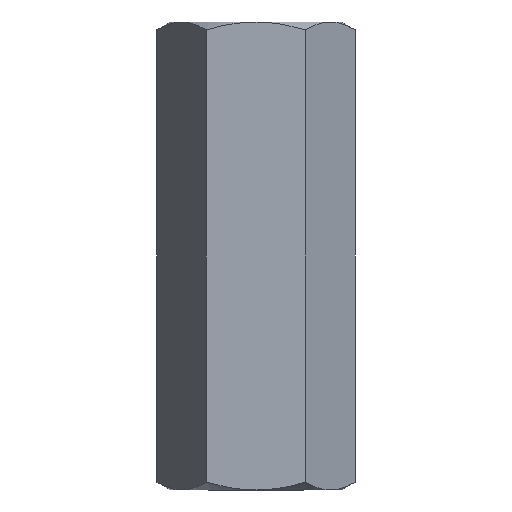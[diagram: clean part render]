
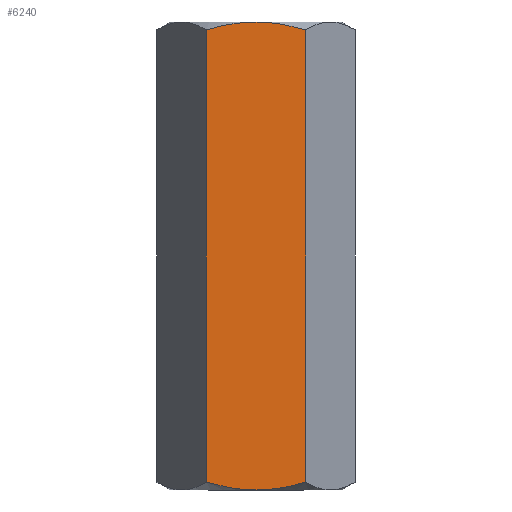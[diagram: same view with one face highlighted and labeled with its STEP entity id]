
A CAD part, front view. The second image highlights one B-rep face of the part: STEP entity #6240.
In plain terms, the highlighted planar face has unit normal (0, 1, 0).
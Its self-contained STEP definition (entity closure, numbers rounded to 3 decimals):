
#106 = CARTESIAN_POINT ( 'NONE',  ( 0., -2.75, 0. ) ) ;
#137 = CARTESIAN_POINT ( 'NONE',  ( 0.126, -2.75, 0. ) ) ;
#302 = EDGE_CURVE ( 'NONE', #8785, #8289, #972, .T. ) ;
#307 = CARTESIAN_POINT ( 'NONE',  ( -0.256, -2.75, 0. ) ) ;
#559 = CARTESIAN_POINT ( 'NONE',  ( -1.588, -2.75, 0.25 ) ) ;
#611 = ORIENTED_EDGE ( 'NONE', *, *, #3255, .F. ) ;
#694 = CARTESIAN_POINT ( 'NONE',  ( -0.507, -2.75, 14.973 ) ) ;
#805 = CARTESIAN_POINT ( 'NONE',  ( 0.443, -2.75, 0.02 ) ) ;
#818 = CARTESIAN_POINT ( 'NONE',  ( 0., -2.75, 0. ) ) ;
#856 = EDGE_LOOP ( 'NONE', ( #5275, #611, #4743, #3335, #5666, #2075 ) ) ;
#875 = CARTESIAN_POINT ( 'NONE',  ( 1.034, -2.75, 0.104 ) ) ;
#972 = LINE ( 'NONE', #7956, #6945 ) ;
#1313 = CARTESIAN_POINT ( 'NONE',  ( 0., -2.75, 15. ) ) ;
#1403 = CARTESIAN_POINT ( 'NONE',  ( 1.034, -2.75, 14.89 ) ) ;
#1455 = CARTESIAN_POINT ( 'NONE',  ( -0.251, -2.75, 14.995 ) ) ;
#1501 = CARTESIAN_POINT ( 'NONE',  ( 0.604, -2.75, 0.038 ) ) ;
#1562 = CARTESIAN_POINT ( 'NONE',  ( 1.588, -2.75, 0.25 ) ) ;
#1788 = CARTESIAN_POINT ( 'NONE',  ( 1.446, -2.75, 14.792 ) ) ;
#1803 = EDGE_CURVE ( 'NONE', #8785, #6310, #4407, .T. ) ;
#1860 = CARTESIAN_POINT ( 'NONE',  ( -1.588, -2.75, 14.75 ) ) ;
#1889 = CARTESIAN_POINT ( 'NONE',  ( -1.034, -2.75, 0.11 ) ) ;
#2002 = CARTESIAN_POINT ( 'NONE',  ( 0.505, -2.75, 14.98 ) ) ;
#2075 = ORIENTED_EDGE ( 'NONE', *, *, #8559, .F. ) ;
#2076 = CARTESIAN_POINT ( 'NONE',  ( 0.899, -2.75, 14.916 ) ) ;
#2088 = CARTESIAN_POINT ( 'NONE',  ( -0.604, -2.75, 14.962 ) ) ;
#2183 = CARTESIAN_POINT ( 'NONE',  ( -1.307, -2.75, 0.172 ) ) ;
#2522 = CARTESIAN_POINT ( 'NONE',  ( -1.588, -2.75, 0. ) ) ;
#2675 = CARTESIAN_POINT ( 'NONE',  ( -0.899, -2.75, 0.084 ) ) ;
#2790 = CARTESIAN_POINT ( 'NONE',  ( -0.832, -2.75, 0.072 ) ) ;
#3255 = EDGE_CURVE ( 'NONE', #6310, #4720, #5308, .T. ) ;
#3307 = EDGE_CURVE ( 'NONE', #8228, #4720, #4815, .T. ) ;
#3335 = ORIENTED_EDGE ( 'NONE', *, *, #302, .T. ) ;
#3413 = CARTESIAN_POINT ( 'NONE',  ( -1.102, -2.75, 0.125 ) ) ;
#3473 = CARTESIAN_POINT ( 'NONE',  ( -1.034, -2.75, 14.896 ) ) ;
#3514 = CARTESIAN_POINT ( 'NONE',  ( -1.304, -2.75, 14.833 ) ) ;
#3803 = VERTEX_POINT ( 'NONE', #8076 ) ;
#3890 = DIRECTION ( 'NONE',  ( 0., 0., -1. ) ) ;
#3911 = CARTESIAN_POINT ( 'NONE',  ( -0.7, -2.75, 14.949 ) ) ;
#3927 = CARTESIAN_POINT ( 'NONE',  ( 1.588, -2.75, 14.75 ) ) ;
#4184 = VECTOR ( 'NONE', #8733, 1000. ) ;
#4226 = CARTESIAN_POINT ( 'NONE',  ( 1.307, -2.75, 14.828 ) ) ;
#4237 = CARTESIAN_POINT ( 'NONE',  ( 1.588, -2.75, 0.25 ) ) ;
#4407 = B_SPLINE_CURVE_WITH_KNOTS ( 'NONE', 3,
 ( #8303, #1788, #4226, #8391, #1403, #6859, #2076, #6173, #6794, #2002, #6107, #1313 ),
 .UNSPECIFIED., .F., .F.,
 ( 4, 2, 2, 2, 2, 4 ),
 ( 0., 0.25, 0.375, 0.437, 0.5, 1. ),
 .UNSPECIFIED. ) ;
#4720 = VERTEX_POINT ( 'NONE', #1860 ) ;
#4743 = ORIENTED_EDGE ( 'NONE', *, *, #1803, .F. ) ;
#4815 = LINE ( 'NONE', #2522, #4184 ) ;
#4937 = CARTESIAN_POINT ( 'NONE',  ( 0.251, -2.75, 0.005 ) ) ;
#5000 = CARTESIAN_POINT ( 'NONE',  ( 0.731, -2.75, 0.056 ) ) ;
#5097 = CARTESIAN_POINT ( 'NONE',  ( -1.588, -2.75, 14.75 ) ) ;
#5105 = CARTESIAN_POINT ( 'NONE',  ( -0.797, -2.75, 0.066 ) ) ;
#5224 = FACE_OUTER_BOUND ( 'NONE', #856, .T. ) ;
#5275 = ORIENTED_EDGE ( 'NONE', *, *, #3307, .T. ) ;
#5308 = B_SPLINE_CURVE_WITH_KNOTS ( 'NONE', 3,
 ( #6903, #5529, #1455, #7598, #694, #2088, #5624, #3911, #5713, #3473, #3514, #5097 ),
 .UNSPECIFIED., .F., .F.,
 ( 4, 2, 2, 2, 2, 4 ),
 ( 0., 0.25, 0.375, 0.437, 0.5, 1. ),
 .UNSPECIFIED. ) ;
#5529 = CARTESIAN_POINT ( 'NONE',  ( -0.126, -2.75, 15. ) ) ;
#5565 = AXIS2_PLACEMENT_3D ( 'NONE', #6630, #5934, #3890 ) ;
#5613 = CARTESIAN_POINT ( 'NONE',  ( 0.507, -2.75, 0.027 ) ) ;
#5624 = CARTESIAN_POINT ( 'NONE',  ( -0.636, -2.75, 14.957 ) ) ;
#5666 = ORIENTED_EDGE ( 'NONE', *, *, #7105, .F. ) ;
#5671 = CARTESIAN_POINT ( 'NONE',  ( 1.304, -2.75, 0.167 ) ) ;
#5713 = CARTESIAN_POINT ( 'NONE',  ( -0.731, -2.75, 14.944 ) ) ;
#5934 = DIRECTION ( 'NONE',  ( 0., -1., 0. ) ) ;
#6024 = B_SPLINE_CURVE_WITH_KNOTS ( 'NONE', 3,
 ( #106, #137, #4937, #805, #5613, #1501, #6304, #8390, #5000, #875, #5671, #1562 ),
 .UNSPECIFIED., .F., .F.,
 ( 4, 2, 2, 2, 2, 4 ),
 ( 0., 0.25, 0.375, 0.438, 0.5, 1. ),
 .UNSPECIFIED. ) ;
#6107 = CARTESIAN_POINT ( 'NONE',  ( 0.256, -2.75, 15. ) ) ;
#6173 = CARTESIAN_POINT ( 'NONE',  ( 0.832, -2.75, 14.928 ) ) ;
#6240 = ADVANCED_FACE ( 'NONE', ( #5224 ), #7286, .F. ) ;
#6304 = CARTESIAN_POINT ( 'NONE',  ( 0.636, -2.75, 0.043 ) ) ;
#6310 = VERTEX_POINT ( 'NONE', #8004 ) ;
#6506 = DIRECTION ( 'NONE',  ( 0., 0., -1. ) ) ;
#6630 = CARTESIAN_POINT ( 'NONE',  ( 1.588, -2.75, 0. ) ) ;
#6794 = CARTESIAN_POINT ( 'NONE',  ( 0.797, -2.75, 14.934 ) ) ;
#6859 = CARTESIAN_POINT ( 'NONE',  ( 0.933, -2.75, 14.91 ) ) ;
#6903 = CARTESIAN_POINT ( 'NONE',  ( 0., -2.75, 15. ) ) ;
#6945 = VECTOR ( 'NONE', #6506, 1000. ) ;
#7105 = EDGE_CURVE ( 'NONE', #3803, #8289, #6024, .T. ) ;
#7286 = PLANE ( 'NONE',  #5565 ) ;
#7398 = CARTESIAN_POINT ( 'NONE',  ( -0.933, -2.75, 0.09 ) ) ;
#7598 = CARTESIAN_POINT ( 'NONE',  ( -0.443, -2.75, 14.98 ) ) ;
#7878 = CARTESIAN_POINT ( 'NONE',  ( -0.505, -2.75, 0.02 ) ) ;
#7956 = CARTESIAN_POINT ( 'NONE',  ( 1.588, -2.75, 0. ) ) ;
#7983 = CARTESIAN_POINT ( 'NONE',  ( -1.446, -2.75, 0.208 ) ) ;
#8004 = CARTESIAN_POINT ( 'NONE',  ( 0., -2.75, 15. ) ) ;
#8076 = CARTESIAN_POINT ( 'NONE',  ( 0., -2.75, 0. ) ) ;
#8218 = CARTESIAN_POINT ( 'NONE',  ( -1.588, -2.75, 0.25 ) ) ;
#8228 = VERTEX_POINT ( 'NONE', #8218 ) ;
#8232 = B_SPLINE_CURVE_WITH_KNOTS ( 'NONE', 3,
 ( #559, #7983, #2183, #3413, #1889, #7398, #2675, #2790, #5105, #7878, #307, #818 ),
 .UNSPECIFIED., .F., .F.,
 ( 4, 2, 2, 2, 2, 4 ),
 ( 0., 0.25, 0.375, 0.437, 0.5, 1. ),
 .UNSPECIFIED. ) ;
#8289 = VERTEX_POINT ( 'NONE', #4237 ) ;
#8303 = CARTESIAN_POINT ( 'NONE',  ( 1.588, -2.75, 14.75 ) ) ;
#8390 = CARTESIAN_POINT ( 'NONE',  ( 0.7, -2.75, 0.051 ) ) ;
#8391 = CARTESIAN_POINT ( 'NONE',  ( 1.102, -2.75, 14.875 ) ) ;
#8559 = EDGE_CURVE ( 'NONE', #8228, #3803, #8232, .T. ) ;
#8733 = DIRECTION ( 'NONE',  ( 0., 0., 1. ) ) ;
#8785 = VERTEX_POINT ( 'NONE', #3927 ) ;
